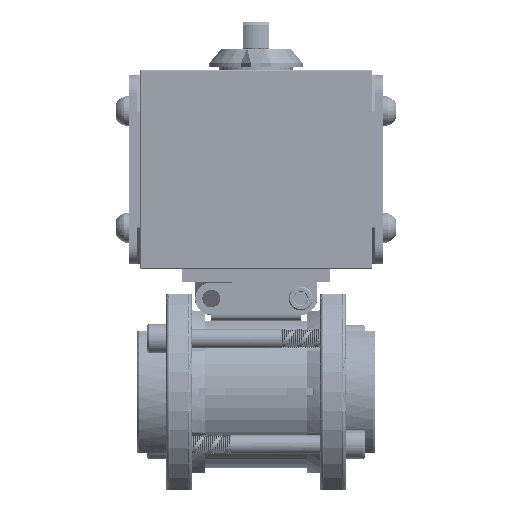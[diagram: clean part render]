
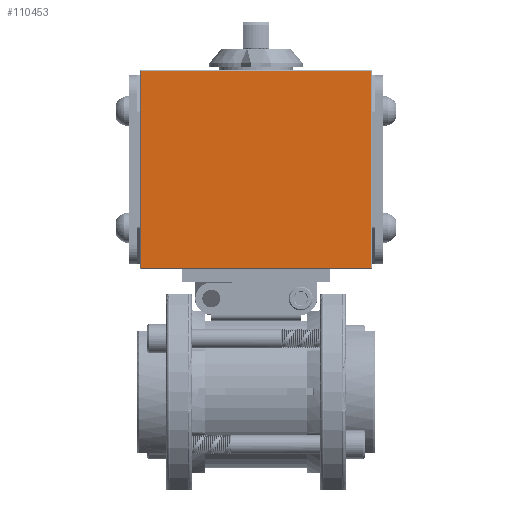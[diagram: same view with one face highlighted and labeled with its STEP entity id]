
A CAD part, top view. The second image highlights one B-rep face of the part: STEP entity #110453.
In plain terms, the highlighted planar face has unit normal (0, 0, 1).
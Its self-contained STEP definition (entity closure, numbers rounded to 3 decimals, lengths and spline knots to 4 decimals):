
#2185 = DIRECTION ( 'NONE',  ( 0., 1., 0. ) ) ;
#2364 = VERTEX_POINT ( 'NONE', #92083 ) ;
#10323 = CARTESIAN_POINT ( 'NONE',  ( -2.253, 6.283, 1.55 ) ) ;
#11297 = ORIENTED_EDGE ( 'NONE', *, *, #34937, .T. ) ;
#13583 = VERTEX_POINT ( 'NONE', #37122 ) ;
#15581 = FACE_OUTER_BOUND ( 'NONE', #80955, .T. ) ;
#17469 = EDGE_CURVE ( 'NONE', #2364, #106935, #104761, .T. ) ;
#20001 = VECTOR ( 'NONE', #20012, 39.3701 ) ;
#20012 = DIRECTION ( 'NONE',  ( 0., -1., 0. ) ) ;
#21525 = ORIENTED_EDGE ( 'NONE', *, *, #104575, .T. ) ;
#24110 = DIRECTION ( 'NONE',  ( 0., -1., 0. ) ) ;
#31664 = LINE ( 'NONE', #113010, #93933 ) ;
#34937 = EDGE_CURVE ( 'NONE', #106935, #62442, #66925, .T. ) ;
#35941 = LINE ( 'NONE', #63934, #103804 ) ;
#37122 = CARTESIAN_POINT ( 'NONE',  ( 2.253, 2.423, 1.55 ) ) ;
#39713 = VECTOR ( 'NONE', #114817, 39.3701 ) ;
#47640 = ORIENTED_EDGE ( 'NONE', *, *, #50822, .T. ) ;
#50717 = DIRECTION ( 'NONE',  ( 1., 0., 0. ) ) ;
#50822 = EDGE_CURVE ( 'NONE', #62442, #13583, #31664, .T. ) ;
#52846 = CARTESIAN_POINT ( 'NONE',  ( -2.273, 6.283, 1.55 ) ) ;
#62442 = VERTEX_POINT ( 'NONE', #80055 ) ;
#63934 = CARTESIAN_POINT ( 'NONE',  ( 2.253, 6.303, 1.55 ) ) ;
#66925 = LINE ( 'NONE', #108902, #20001 ) ;
#68079 = PLANE ( 'NONE',  #100741 ) ;
#76970 = DIRECTION ( 'NONE',  ( 0., 0., -1. ) ) ;
#80055 = CARTESIAN_POINT ( 'NONE',  ( -2.253, 2.423, 1.55 ) ) ;
#80955 = EDGE_LOOP ( 'NONE', ( #21525, #110960, #11297, #47640 ) ) ;
#92083 = CARTESIAN_POINT ( 'NONE',  ( 2.253, 6.283, 1.55 ) ) ;
#93933 = VECTOR ( 'NONE', #50717, 39.3701 ) ;
#100741 = AXIS2_PLACEMENT_3D ( 'NONE', #112291, #76970, #24110 ) ;
#103804 = VECTOR ( 'NONE', #2185, 39.3701 ) ;
#104575 = EDGE_CURVE ( 'NONE', #13583, #2364, #35941, .T. ) ;
#104761 = LINE ( 'NONE', #52846, #39713 ) ;
#106935 = VERTEX_POINT ( 'NONE', #10323 ) ;
#108902 = CARTESIAN_POINT ( 'NONE',  ( -2.253, 2.403, 1.55 ) ) ;
#110453 = ADVANCED_FACE ( 'NONE', ( #15581 ), #68079, .F. ) ;
#110960 = ORIENTED_EDGE ( 'NONE', *, *, #17469, .T. ) ;
#112291 = CARTESIAN_POINT ( 'NONE',  ( -2.273, 6.303, 1.55 ) ) ;
#113010 = CARTESIAN_POINT ( 'NONE',  ( -2.273, 2.423, 1.55 ) ) ;
#114817 = DIRECTION ( 'NONE',  ( -1., 0., 0. ) ) ;
